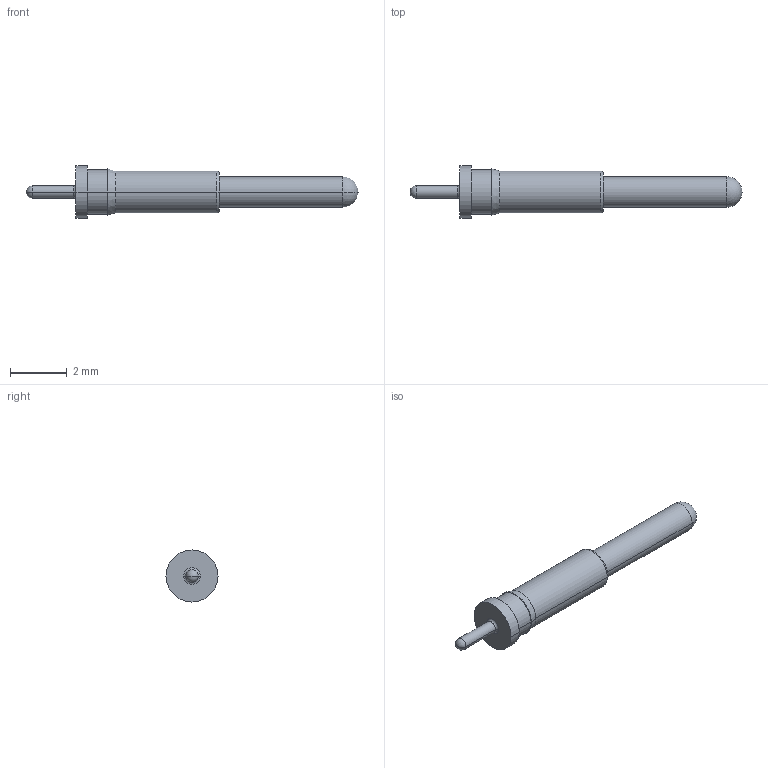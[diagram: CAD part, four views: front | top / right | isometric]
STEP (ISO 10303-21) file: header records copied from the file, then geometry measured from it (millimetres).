
FILE_DESCRIPTION (( 'STEP AP214' ), '1' );
FILE_NAME ('3F9CB35F-EFD2-4B3D-B0D8-F7E09DF6E49F.STEP', '2022-07-15T20:58:31', ( '' ), ( '' ), 'SwSTEP 2.0', 'SolidWorks 2022', '' );
FILE_SCHEMA (( 'AUTOMOTIVE_DESIGN' ));
Length unit declared in the file: inch
Products named in the file (1): 3F9CB35F-EFD2-4B3D-B0D8-F7E09DF6E49F
Bounding box: 11.66 x 1.83 x 1.83 mm (x, y, z)
Volume: 13.5 mm3; surface area: 46.7 mm2
Topology: 1 solids, 1 shells, 24 faces, 54 edges, 32 vertices
Faces by surface type: cylinder 10, cone 4, sphere 4, plane 4, torus 2
Entity records: 658 total; most frequent: DIRECTION 128, CARTESIAN_POINT 99, ORIENTED_EDGE 92, AXIS2_PLACEMENT_3D 57, EDGE_CURVE 46, CIRCLE 32, VERTEX_POINT 28, EDGE_LOOP 28
